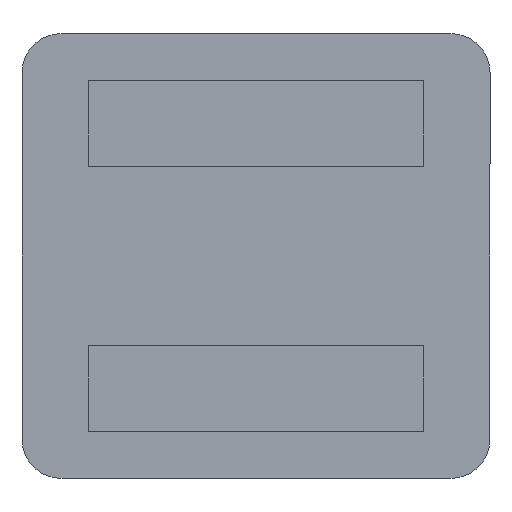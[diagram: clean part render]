
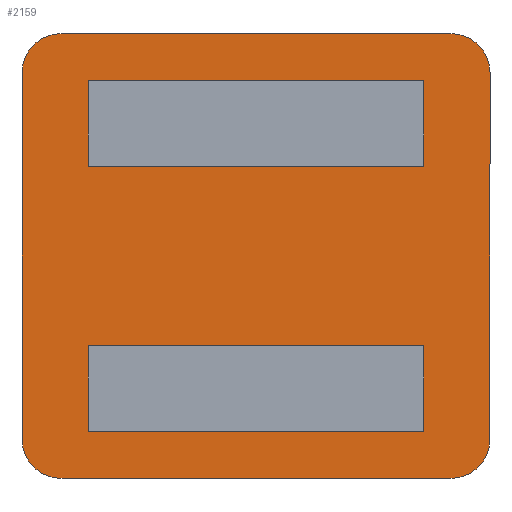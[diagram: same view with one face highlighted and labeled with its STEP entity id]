
A CAD part, front view. The second image highlights one B-rep face of the part: STEP entity #2159.
In plain terms, the highlighted planar face has unit normal (0, -1, 0).
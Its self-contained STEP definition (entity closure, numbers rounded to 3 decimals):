
#5 = VERTEX_POINT ( 'NONE', #4172 ) ;
#23 = CARTESIAN_POINT ( 'NONE',  ( 3., 0., 2.35 ) ) ;
#83 = LINE ( 'NONE', #887, #870 ) ;
#97 = AXIS2_PLACEMENT_3D ( 'NONE', #3321, #1677, #3275 ) ;
#116 = CARTESIAN_POINT ( 'NONE',  ( -2.15, 0., 1.15 ) ) ;
#167 = LINE ( 'NONE', #3779, #3703 ) ;
#289 = CIRCLE ( 'NONE', #4281, 0.5 ) ;
#314 = ORIENTED_EDGE ( 'NONE', *, *, #1919, .F. ) ;
#393 = LINE ( 'NONE', #2417, #5109 ) ;
#397 = ORIENTED_EDGE ( 'NONE', *, *, #858, .F. ) ;
#402 = EDGE_LOOP ( 'NONE', ( #3861, #1742, #2377, #397 ) ) ;
#413 = DIRECTION ( 'NONE',  ( 0., 0., 1. ) ) ;
#430 = EDGE_LOOP ( 'NONE', ( #485, #1606, #2119, #1638, #3907, #890, #3162, #3632 ) ) ;
#438 = EDGE_CURVE ( 'NONE', #5, #1605, #3198, .T. ) ;
#444 = CARTESIAN_POINT ( 'NONE',  ( -2.15, 0., 2.25 ) ) ;
#474 = CIRCLE ( 'NONE', #4547, 0.5 ) ;
#476 = DIRECTION ( 'NONE',  ( -1., 0., 0. ) ) ;
#485 = ORIENTED_EDGE ( 'NONE', *, *, #4351, .F. ) ;
#522 = EDGE_LOOP ( 'NONE', ( #1327, #314, #2188, #863 ) ) ;
#528 = CARTESIAN_POINT ( 'NONE',  ( -2.15, 0., 2.25 ) ) ;
#548 = VECTOR ( 'NONE', #4124, 1000. ) ;
#549 = VERTEX_POINT ( 'NONE', #1366 ) ;
#604 = VERTEX_POINT ( 'NONE', #1390 ) ;
#693 = EDGE_CURVE ( 'NONE', #4922, #604, #3396, .T. ) ;
#702 = AXIS2_PLACEMENT_3D ( 'NONE', #3312, #2526, #1740 ) ;
#727 = CARTESIAN_POINT ( 'NONE',  ( -3., 0., -2.85 ) ) ;
#800 = EDGE_CURVE ( 'NONE', #3473, #4075, #998, .T. ) ;
#858 = EDGE_CURVE ( 'NONE', #1605, #3473, #2113, .T. ) ;
#863 = ORIENTED_EDGE ( 'NONE', *, *, #4892, .F. ) ;
#865 = EDGE_CURVE ( 'NONE', #549, #4891, #167, .T. ) ;
#870 = VECTOR ( 'NONE', #4055, 1000. ) ;
#871 = DIRECTION ( 'NONE',  ( 0., 0., 1. ) ) ;
#887 = CARTESIAN_POINT ( 'NONE',  ( 2.15, 0., 2.25 ) ) ;
#890 = ORIENTED_EDGE ( 'NONE', *, *, #1545, .T. ) ;
#998 = LINE ( 'NONE', #3336, #548 ) ;
#1026 = CARTESIAN_POINT ( 'NONE',  ( -3., 0., 2.35 ) ) ;
#1113 = FACE_BOUND ( 'NONE', #402, .T. ) ;
#1151 = VERTEX_POINT ( 'NONE', #3668 ) ;
#1251 = CARTESIAN_POINT ( 'NONE',  ( 2.5, 0., -2.35 ) ) ;
#1327 = ORIENTED_EDGE ( 'NONE', *, *, #2892, .F. ) ;
#1366 = CARTESIAN_POINT ( 'NONE',  ( -2.5, 0., 2.85 ) ) ;
#1390 = CARTESIAN_POINT ( 'NONE',  ( -2.5, 0., -2.85 ) ) ;
#1437 = CIRCLE ( 'NONE', #702, 0.5 ) ;
#1480 = CARTESIAN_POINT ( 'NONE',  ( 2.5, 0., -2.85 ) ) ;
#1507 = VERTEX_POINT ( 'NONE', #2462 ) ;
#1531 = DIRECTION ( 'NONE',  ( 0., -1., 0. ) ) ;
#1545 = EDGE_CURVE ( 'NONE', #3471, #4891, #4575, .T. ) ;
#1551 = LINE ( 'NONE', #2778, #2841 ) ;
#1590 = CARTESIAN_POINT ( 'NONE',  ( 2.15, 0., -2.25 ) ) ;
#1605 = VERTEX_POINT ( 'NONE', #2879 ) ;
#1606 = ORIENTED_EDGE ( 'NONE', *, *, #2721, .T. ) ;
#1638 = ORIENTED_EDGE ( 'NONE', *, *, #3809, .T. ) ;
#1677 = DIRECTION ( 'NONE',  ( 0., -1., 0. ) ) ;
#1740 = DIRECTION ( 'NONE',  ( 0., 0., 1. ) ) ;
#1742 = ORIENTED_EDGE ( 'NONE', *, *, #3848, .F. ) ;
#1813 = VECTOR ( 'NONE', #3608, 1000. ) ;
#1898 = VERTEX_POINT ( 'NONE', #1936 ) ;
#1919 = EDGE_CURVE ( 'NONE', #3832, #1507, #1551, .T. ) ;
#1936 = CARTESIAN_POINT ( 'NONE',  ( 2.15, 0., 2.25 ) ) ;
#2007 = CARTESIAN_POINT ( 'NONE',  ( -2.15, 0., 2.25 ) ) ;
#2109 = DIRECTION ( 'NONE',  ( 0., -1., 0. ) ) ;
#2113 = LINE ( 'NONE', #2190, #3290 ) ;
#2119 = ORIENTED_EDGE ( 'NONE', *, *, #693, .F. ) ;
#2159 = ADVANCED_FACE ( 'NONE', ( #4291, #2774, #1113 ), #4757, .F. ) ;
#2188 = ORIENTED_EDGE ( 'NONE', *, *, #4104, .F. ) ;
#2190 = CARTESIAN_POINT ( 'NONE',  ( -2.15, 0., -2.25 ) ) ;
#2210 = VECTOR ( 'NONE', #3639, 1000. ) ;
#2237 = DIRECTION ( 'NONE',  ( 0., 0., 1. ) ) ;
#2377 = ORIENTED_EDGE ( 'NONE', *, *, #800, .F. ) ;
#2417 = CARTESIAN_POINT ( 'NONE',  ( 3., 0., -2.85 ) ) ;
#2462 = CARTESIAN_POINT ( 'NONE',  ( 2.15, 0., 1.15 ) ) ;
#2497 = CARTESIAN_POINT ( 'NONE',  ( 2.5, 0., 2.85 ) ) ;
#2526 = DIRECTION ( 'NONE',  ( 0., -1., 0. ) ) ;
#2627 = VECTOR ( 'NONE', #3763, 1000. ) ;
#2721 = EDGE_CURVE ( 'NONE', #4997, #604, #1437, .T. ) ;
#2755 = VERTEX_POINT ( 'NONE', #1026 ) ;
#2757 = AXIS2_PLACEMENT_3D ( 'NONE', #2801, #3897, #413 ) ;
#2771 = DIRECTION ( 'NONE',  ( 0., 0., 1. ) ) ;
#2774 = FACE_OUTER_BOUND ( 'NONE', #430, .T. ) ;
#2778 = CARTESIAN_POINT ( 'NONE',  ( -2.15, 0., 1.15 ) ) ;
#2797 = EDGE_CURVE ( 'NONE', #3471, #1151, #393, .T. ) ;
#2801 = CARTESIAN_POINT ( 'NONE',  ( 0., 0., 0. ) ) ;
#2841 = VECTOR ( 'NONE', #4369, 1000. ) ;
#2879 = CARTESIAN_POINT ( 'NONE',  ( -2.15, 0., -2.25 ) ) ;
#2892 = EDGE_CURVE ( 'NONE', #1507, #1898, #83, .T. ) ;
#2921 = DIRECTION ( 'NONE',  ( 1., 0., 0. ) ) ;
#2954 = VECTOR ( 'NONE', #2771, 1000. ) ;
#3019 = DIRECTION ( 'NONE',  ( -1., 0., 0. ) ) ;
#3162 = ORIENTED_EDGE ( 'NONE', *, *, #865, .F. ) ;
#3198 = LINE ( 'NONE', #4759, #1813 ) ;
#3202 = DIRECTION ( 'NONE',  ( 0., 0., -1. ) ) ;
#3212 = CARTESIAN_POINT ( 'NONE',  ( -2.15, 0., -1.15 ) ) ;
#3228 = LINE ( 'NONE', #444, #2210 ) ;
#3275 = DIRECTION ( 'NONE',  ( 0., 0., 1. ) ) ;
#3290 = VECTOR ( 'NONE', #2921, 1000. ) ;
#3312 = CARTESIAN_POINT ( 'NONE',  ( -2.5, 0., -2.35 ) ) ;
#3321 = CARTESIAN_POINT ( 'NONE',  ( 2.5, 0., 2.35 ) ) ;
#3336 = CARTESIAN_POINT ( 'NONE',  ( 2.15, 0., -2.25 ) ) ;
#3396 = LINE ( 'NONE', #3449, #2627 ) ;
#3449 = CARTESIAN_POINT ( 'NONE',  ( -3., 0., -2.85 ) ) ;
#3471 = VERTEX_POINT ( 'NONE', #23 ) ;
#3473 = VERTEX_POINT ( 'NONE', #1590 ) ;
#3485 = CARTESIAN_POINT ( 'NONE',  ( -3., 0., -2.35 ) ) ;
#3512 = CARTESIAN_POINT ( 'NONE',  ( -2.5, 0., 2.35 ) ) ;
#3608 = DIRECTION ( 'NONE',  ( 0., 0., -1. ) ) ;
#3632 = ORIENTED_EDGE ( 'NONE', *, *, #4934, .T. ) ;
#3639 = DIRECTION ( 'NONE',  ( 0., 0., -1. ) ) ;
#3668 = CARTESIAN_POINT ( 'NONE',  ( 3., 0., -2.35 ) ) ;
#3702 = DIRECTION ( 'NONE',  ( 1., 0., 0. ) ) ;
#3703 = VECTOR ( 'NONE', #3702, 1000. ) ;
#3763 = DIRECTION ( 'NONE',  ( -1., 0., 0. ) ) ;
#3779 = CARTESIAN_POINT ( 'NONE',  ( -3., 0., 2.85 ) ) ;
#3809 = EDGE_CURVE ( 'NONE', #4922, #1151, #474, .T. ) ;
#3832 = VERTEX_POINT ( 'NONE', #116 ) ;
#3848 = EDGE_CURVE ( 'NONE', #4075, #5, #4040, .T. ) ;
#3861 = ORIENTED_EDGE ( 'NONE', *, *, #438, .F. ) ;
#3897 = DIRECTION ( 'NONE',  ( 0., 1., 0. ) ) ;
#3907 = ORIENTED_EDGE ( 'NONE', *, *, #2797, .F. ) ;
#4040 = LINE ( 'NONE', #3212, #4533 ) ;
#4055 = DIRECTION ( 'NONE',  ( 0., 0., 1. ) ) ;
#4075 = VERTEX_POINT ( 'NONE', #4322 ) ;
#4093 = LINE ( 'NONE', #528, #5030 ) ;
#4104 = EDGE_CURVE ( 'NONE', #4332, #3832, #3228, .T. ) ;
#4124 = DIRECTION ( 'NONE',  ( 0., 0., 1. ) ) ;
#4172 = CARTESIAN_POINT ( 'NONE',  ( -2.15, 0., -1.15 ) ) ;
#4281 = AXIS2_PLACEMENT_3D ( 'NONE', #3512, #1531, #2237 ) ;
#4291 = FACE_BOUND ( 'NONE', #522, .T. ) ;
#4322 = CARTESIAN_POINT ( 'NONE',  ( 2.15, 0., -1.15 ) ) ;
#4332 = VERTEX_POINT ( 'NONE', #2007 ) ;
#4351 = EDGE_CURVE ( 'NONE', #4997, #2755, #4723, .T. ) ;
#4369 = DIRECTION ( 'NONE',  ( 1., 0., 0. ) ) ;
#4533 = VECTOR ( 'NONE', #476, 1000. ) ;
#4547 = AXIS2_PLACEMENT_3D ( 'NONE', #1251, #2109, #871 ) ;
#4575 = CIRCLE ( 'NONE', #97, 0.5 ) ;
#4723 = LINE ( 'NONE', #727, #2954 ) ;
#4757 = PLANE ( 'NONE',  #2757 ) ;
#4759 = CARTESIAN_POINT ( 'NONE',  ( -2.15, 0., -2.25 ) ) ;
#4891 = VERTEX_POINT ( 'NONE', #2497 ) ;
#4892 = EDGE_CURVE ( 'NONE', #1898, #4332, #4093, .T. ) ;
#4922 = VERTEX_POINT ( 'NONE', #1480 ) ;
#4934 = EDGE_CURVE ( 'NONE', #549, #2755, #289, .T. ) ;
#4997 = VERTEX_POINT ( 'NONE', #3485 ) ;
#5030 = VECTOR ( 'NONE', #3019, 1000. ) ;
#5109 = VECTOR ( 'NONE', #3202, 1000. ) ;
